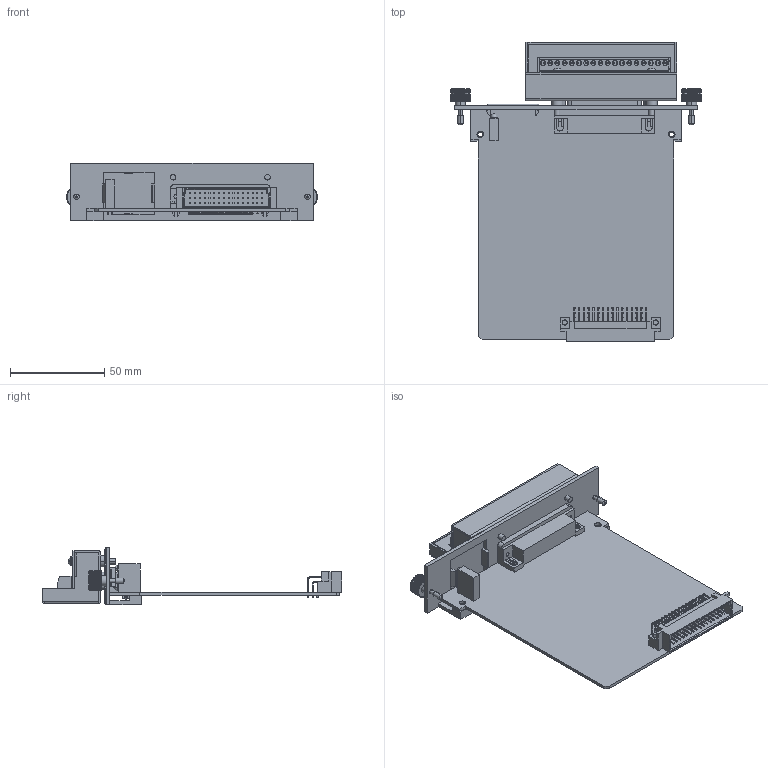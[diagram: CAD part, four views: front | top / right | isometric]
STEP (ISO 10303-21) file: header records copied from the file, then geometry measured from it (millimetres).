
FILE_DESCRIPTION (( 'STEP AP203' ), '1' );
FILE_NAME ('IO_D-Sub 25pin_CN-1824-M_鋁擠_鐵深灰.STEP', '2024-11-06T01:16:36', ( 'AUTOCAD' ), ( '' ), 'SwSTEP 2.0', 'SolidWorks 2020', '' );
FILE_SCHEMA (( 'CONFIG_CONTROL_DESIGN' ));
Length unit declared in the file: millimetre
Products named in the file (17): DB25_F_90D_DIP; CN-1824_PCB; MB332-38118; CN-1824_接地鋁片; DB25_CN-1824-M_鋁擠_鐵深灰; M3手轉; Molex-48pin-90D; IO_D-Sub 25pin_CN-1824-M_鋁擠_鐵深灰; 9K遮光板; CN-1824面板; CN-1824M_20160407; LED x 3_90D; CN-1824面板後蓋; DB25_M_90D_DIP_02; 4-40x23L_4PASM-006-23L; PCB_3U
Assembly tree (18 placements, depth 4):
  IO_D-Sub 25pin_CN-1824-M_鋁擠_鐵深灰
    PCB_3U
    Molex-48pin-90D
    M3手轉  x2
    DB25_F_90D_DIP
    LED x 3_90D
    DB25_CN-1824-M_鋁擠_鐵深灰
    9K遮光板
    CN-1824M_20160407
      CN-1824_PCB
        CN-1824_PCB
        DB25_M_90D_DIP_02
        CN-1824_接地鋁片
        MB332-38118
      CN-1824面板
      CN-1824面板後蓋
      4-40x23L_4PASM-006-23L  x2
Bounding box: 133.05 x 158.55 x 30.3 mm (x, y, z)
Volume: 64964.3 mm3; surface area: 81911.8 mm2
Topology: 16 solids, 16 shells, 3008 faces, 7396 edges, 4717 vertices
Faces by surface type: plane 2149, cylinder 797, torus 32, cone 24, sphere 6
Entity records: 82461 total; most frequent: CARTESIAN_POINT 14191, DIRECTION 14136, ORIENTED_EDGE 13416, EDGE_CURVE 6708, AXIS2_PLACEMENT_3D 4766, LINE 4604, VECTOR 4604, VERTEX_POINT 4265
